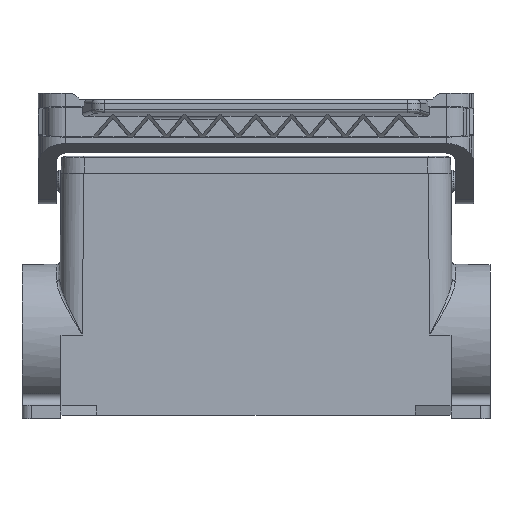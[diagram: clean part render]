
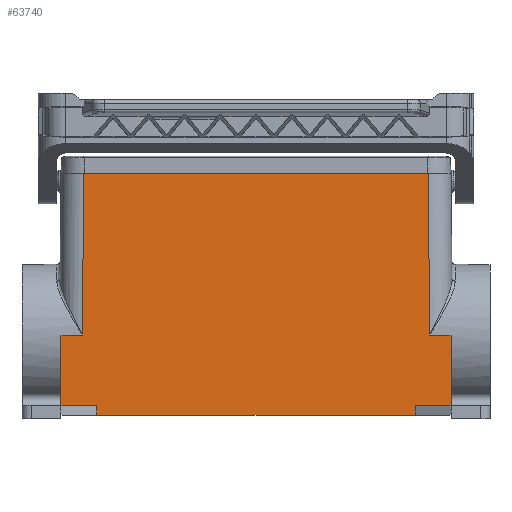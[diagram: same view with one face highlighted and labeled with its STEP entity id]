
A CAD part, front view. The second image highlights one B-rep face of the part: STEP entity #63740.
In plain terms, the highlighted face is planar.
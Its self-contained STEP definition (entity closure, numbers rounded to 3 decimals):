
#1560=CARTESIAN_POINT('',(113.319,61.705,74.5));
#1570=VERTEX_POINT('',#1560);
#2410=CARTESIAN_POINT('',(7.318,61.705,74.5));
#2420=VERTEX_POINT('',#2410);
#2450=CARTESIAN_POINT('',(120.637,61.705,74.5));
#2460=DIRECTION('',(1.,0.,0.));
#2470=VECTOR('',#2460,1.);
#2480=LINE('',#2450,#2470);
#2490=EDGE_CURVE('',#2420,#1570,#2480,.T.);
#9830=CARTESIAN_POINT('',(120.319,62.329,3.))
;
#9840=VERTEX_POINT('',#9830);
#9870=CARTESIAN_POINT('',(0.,62.329,3.));
#9880=DIRECTION('',(-1.,0.,0.));
#9890=VECTOR('',#9880,1.);
#9900=LINE('',#9870,#9890);
#9910=CARTESIAN_POINT('',(109.275,62.329,
3.));
#9920=VERTEX_POINT('',#9910);
#9930=EDGE_CURVE('',#9840,#9920,#9900,.T.);
#25180=CARTESIAN_POINT('',(113.754,62.14,
24.691));
#25190=VERTEX_POINT('',#25180);
#26470=CARTESIAN_POINT('',(113.968,62.355,
0.061));
#26480=DIRECTION('',(-0.009,-0.009,
1.));
#26490=VECTOR('',#26480,1.);
#26500=LINE('',#26470,#26490);
#26510=EDGE_CURVE('',#25190,#1570,#26500,.T.);
#36080=CARTESIAN_POINT('',(6.884,62.14,
24.691));
#36090=VERTEX_POINT('',#36080);
#36120=CARTESIAN_POINT('',(6.669,62.355,
0.061));
#36130=DIRECTION('',(0.009,-0.009,
1.));
#36140=VECTOR('',#36130,1.);
#36150=LINE('',#36120,#36140);
#36160=EDGE_CURVE('',#36090,#2420,#36150,.T.);
#37000=CARTESIAN_POINT('',(109.32,62.355,
0.));
#37010=VERTEX_POINT('',#37000);
#37060=CARTESIAN_POINT('',(109.32,62.355,0.));
#37070=DIRECTION('',(0.015,0.009,
-1.));
#37080=VECTOR('',#37070,1.);
#37090=LINE('',#37060,#37080);
#37100=EDGE_CURVE('',#9920,#37010,#37090,.T.);
#38400=CARTESIAN_POINT('',(11.317,62.355,
0.));
#38410=VERTEX_POINT('',#38400);
#39680=CARTESIAN_POINT('',(0.,62.355,0.));
#39690=DIRECTION('',(1.,0.,0.));
#39700=VECTOR('',#39690,1.);
#39710=LINE('',#39680,#39700);
#39720=EDGE_CURVE('',#38410,#37010,#39710,.T.);
#53390=CARTESIAN_POINT('',(6.882,62.141,24.5));
#53400=VERTEX_POINT('',#53390);
#53410=EDGE_CURVE('',#53400,#36090,#36150,.T.);
#57480=CARTESIAN_POINT('',(120.319,62.141,24.5));
#57490=VERTEX_POINT('',#57480);
#57520=CARTESIAN_POINT('',(120.319,62.355,0.));
#57530=DIRECTION('',(0.,0.009,-1.));
#57540=VECTOR('',#57530,1.);
#57550=LINE('',#57520,#57540);
#57560=EDGE_CURVE('',#57490,#9840,#57550,.T.);
#61640=CARTESIAN_POINT('',(113.755,62.141,24.5));
#61650=VERTEX_POINT('',#61640);
#61680=CARTESIAN_POINT('',(0.,62.141,24.5));
#61690=DIRECTION('',(1.,0.,0.));
#61700=VECTOR('',#61690,1.);
#61710=LINE('',#61680,#61700);
#61720=EDGE_CURVE('',#61650,#57490,#61710,.T.);
#63260=CARTESIAN_POINT('',(120.319,62.355,
0.003));
#63270=DIRECTION('',(-0.,-1.,-0.009));
#63280=DIRECTION('',(-1.,0.,0.));
#63290=AXIS2_PLACEMENT_3D('',#63260,#63270,#63280);
#63300=PLANE('',#63290);
#63310=ORIENTED_EDGE('',*,*,#61720,.T.);
#63320=EDGE_CURVE('',#61650,#25190,#26500,.T.);
#63330=ORIENTED_EDGE('',*,*,#63320,.F.);
#63340=ORIENTED_EDGE('',*,*,#26510,.F.);
#63350=ORIENTED_EDGE('',*,*,#2490,.T.);
#63360=ORIENTED_EDGE('',*,*,#36160,.T.);
#63370=ORIENTED_EDGE('',*,*,#53410,.T.);
#63380=CARTESIAN_POINT('',(0.,62.141,24.5));
#63390=DIRECTION('',(-1.,0.,0.));
#63400=VECTOR('',#63390,1.);
#63410=LINE('',#63380,#63400);
#63420=CARTESIAN_POINT('',(0.319,62.141,24.5));
#63430=VERTEX_POINT('',#63420);
#63440=EDGE_CURVE('',#53400,#63430,#63410,.T.);
#63450=ORIENTED_EDGE('',*,*,#63440,.F.);
#63460=CARTESIAN_POINT('',(0.319,62.355,0.));
#63470=DIRECTION('',(0.,0.009,-1.));
#63480=VECTOR('',#63470,1.);
#63490=LINE('',#63460,#63480);
#63500=CARTESIAN_POINT('',(0.319,62.329,
3.));
#63510=VERTEX_POINT('',#63500);
#63520=EDGE_CURVE('',#63430,#63510,#63490,.T.);
#63530=ORIENTED_EDGE('',*,*,#63520,.F.);
#63540=CARTESIAN_POINT('',(0.,62.329,3.));
#63550=DIRECTION('',(1.,0.,0.));
#63560=VECTOR('',#63550,1.);
#63570=LINE('',#63540,#63560);
#63580=CARTESIAN_POINT('',(11.362,62.329,
3.));
#63590=VERTEX_POINT('',#63580);
#63600=EDGE_CURVE('',#63510,#63590,#63570,.T.);
#63610=ORIENTED_EDGE('',*,*,#63600,.F.);
#63620=CARTESIAN_POINT('',(11.317,62.355,
0.));
#63630=DIRECTION('',(-0.015,0.009,
-1.));
#63640=VECTOR('',#63630,1.);
#63650=LINE('',#63620,#63640);
#63660=EDGE_CURVE('',#63590,#38410,#63650,.T.);
#63670=ORIENTED_EDGE('',*,*,#63660,.F.);
#63680=ORIENTED_EDGE('',*,*,#39720,.F.);
#63690=ORIENTED_EDGE('',*,*,#37100,.T.);
#63700=ORIENTED_EDGE('',*,*,#9930,.T.);
#63710=ORIENTED_EDGE('',*,*,#57560,.T.);
#63720=EDGE_LOOP('',(#63710,#63700,#63690,#63680,#63670,#63610,#63530,
#63450,#63370,#63360,#63350,#63340,#63330,#63310));
#63730=FACE_OUTER_BOUND('',#63720,.T.);
#63740=ADVANCED_FACE('',(#63730),#63300,.F.);
